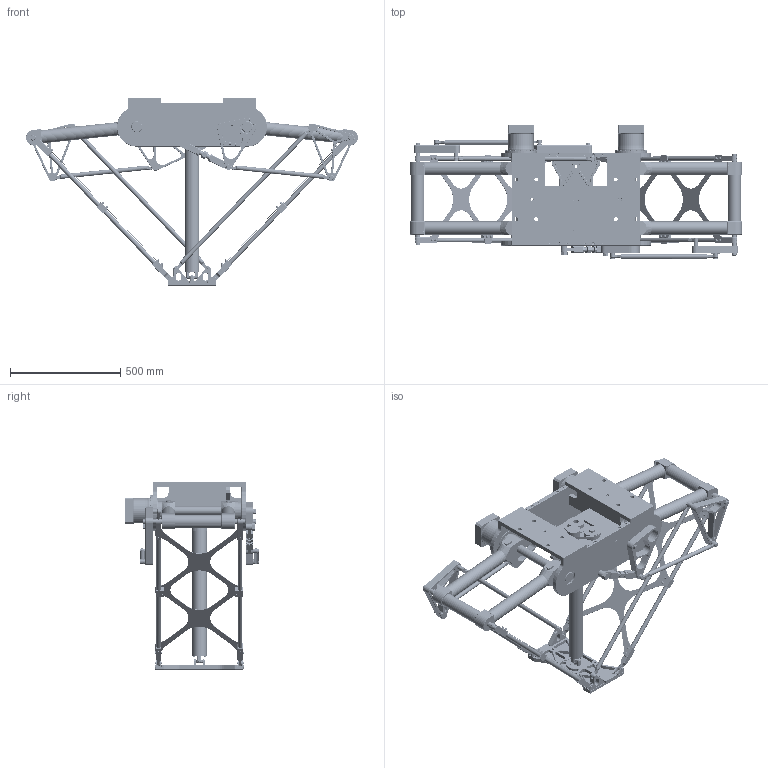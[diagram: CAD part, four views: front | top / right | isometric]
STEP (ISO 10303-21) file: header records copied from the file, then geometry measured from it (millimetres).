
FILE_DESCRIPTION(/* description */ (''),/* implementation_level */ '2;1');
FILE_NAME(/* name */ '3D-model_A_00093-T1.stp',/* time_stamp */ '2022-02-21T13:41:13+01:00',/* author */ ('michael.schutter'),/* organization */ ('Majatronic'),/* preprocessor_version */ 'ST-DEVELOPER v16.5',/* originating_system */ 'Autodesk Inventor 2017',/* authorisation */ '');
FILE_SCHEMA (('AUTOMOTIVE_DESIGN { 1 0 10303 214 3 1 1 }'));
Length unit declared in the file: millimetre
Products named in the file (21): MT_BGR00021038MT_BGR; MT_BGR00021042MT_BGR; MT_WST00058721MT_WST; MT_WST00040294MT_WST; MT_WST00055121MT_WST; MT_WST00066194MT_WST; MT_WST00066190MT_WST; MT_WST00066189MT_WST; MT_WST00040287MT_WST; MT_WST00053812MT_WST; MT_WST00053814MT_WST; MT_WST00058726MT_WST; MT_WST00058730MT_WST; MT_WST00058731MT_WST; MT_WST00058732MT_WST; MT_WST00045417MT_WST; MT_WST00065479MT_WST; MT_WST00066185MT_WST; MT_WST00065478MT_WST; MT_WST00053817MT_WST; MT_WST00066193MT_WST
Assembly tree (28 placements, depth 3):
  MT_BGR00021038MT_BGR
    MT_BGR00021042MT_BGR
      MT_WST00058721MT_WST
      MT_WST00040294MT_WST  x2
      MT_WST00055121MT_WST  x2
      MT_WST00066194MT_WST
    MT_WST00066190MT_WST
    MT_WST00066189MT_WST
    MT_WST00040287MT_WST  x2
    MT_WST00053812MT_WST
    MT_WST00053814MT_WST
    MT_WST00058726MT_WST  x2
    MT_WST00058730MT_WST  x2
    MT_WST00058731MT_WST
    MT_WST00058732MT_WST
    MT_WST00045417MT_WST
    MT_WST00065479MT_WST  x2
    MT_WST00066185MT_WST
    MT_WST00065478MT_WST  x2
    MT_WST00053817MT_WST  x2
    MT_WST00066193MT_WST
Bounding box: 1504.7 x 607 x 851 mm (x, y, z)
Volume: 33760231.8 mm3; surface area: 3948674.6 mm2
Topology: 27 solids, 57 shells, 4618 faces, 10644 edges, 6578 vertices
Faces by surface type: plane 2357, cylinder 1167, cone 748, torus 168, bspline 143, sphere 35
Full cylindrical faces by diameter (mm): 3.459 x4, 4.917 x64, 5 x68, 5.5 x4, 6 x1, 6.647 x16, 7 x12, 7.5 x1, 8 x28, 8.2 x24, 8.273 x1, 8.5 x68, 8.917 x2, 9 x8, 9.5 x4, 10 x11, 12 x29, 13 x24, 14 x2, 15 x1, 15.6 x1, 16 x1, 17.5 x8, 18 x29, 20 x40, 22 x1, 23 x6, 24 x5, 25 x1, 26 x1
Entity records: 109022 total; most frequent: CARTESIAN_POINT 25246, DIRECTION 17255, ORIENTED_EDGE 15490, EDGE_CURVE 7745, AXIS2_PLACEMENT_3D 6356, VERTEX_POINT 5168, EDGE_LOOP 4895, LINE 4543
